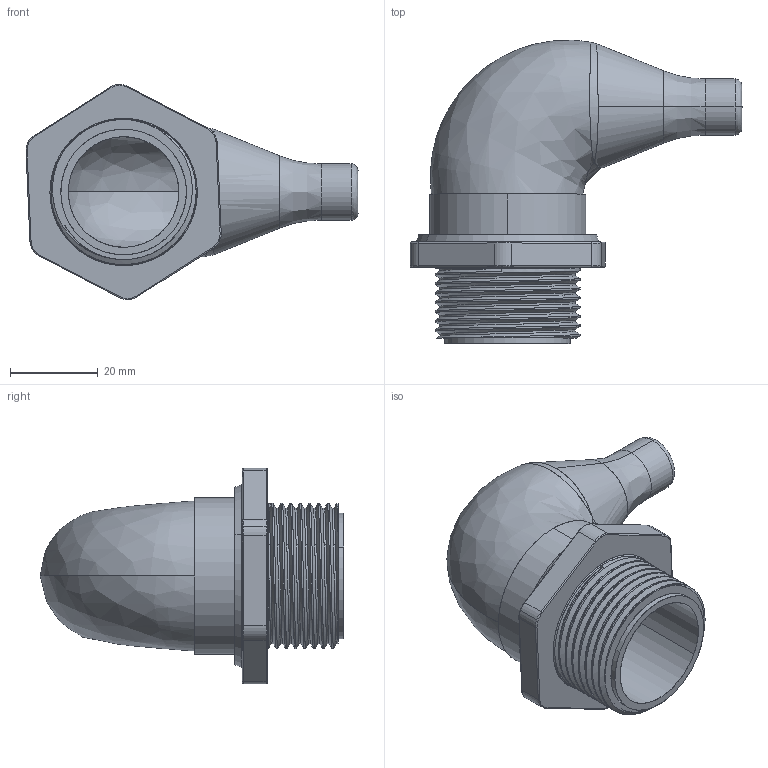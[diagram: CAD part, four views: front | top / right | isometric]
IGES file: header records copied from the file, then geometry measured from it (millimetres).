
Start section: SolidWorks IGES file using analytic representation for surfaces
Global section: file name: 3A-NUP-3R.IGS; native system: SolidWorks 2013; preprocessor: SolidWorks 2013; author: office; date: 150302.103434; units: inch
Bounding box: 75.55 x 69.04 x 49.03 mm (x, y, z)
Surface area: 21907 mm2 (no closed solid volume)
Topology: 0 solids, 0 shells, 132 faces, 2989 edges, 2987 vertices
Faces by surface type: revolution 77, bspline 55
